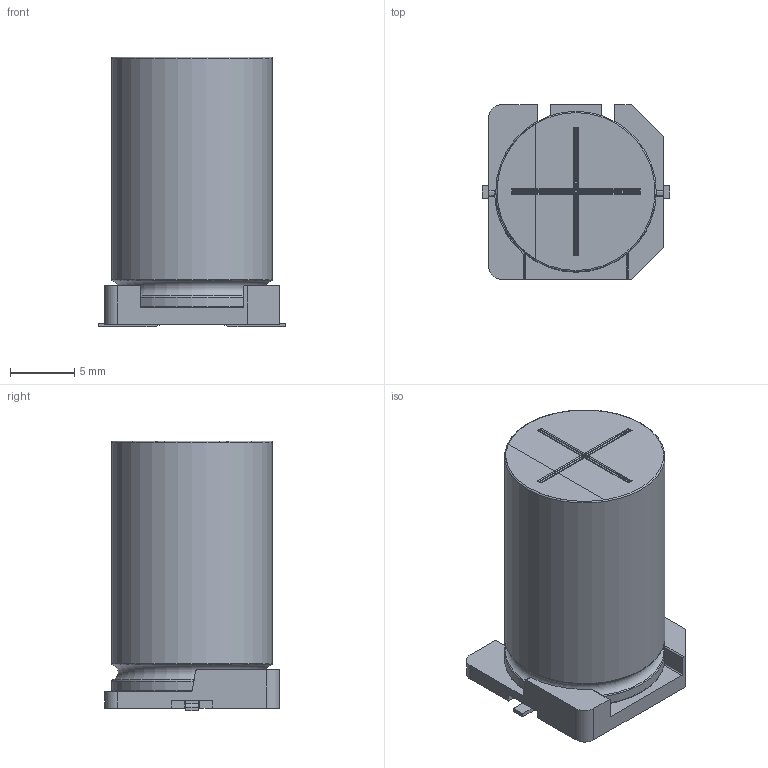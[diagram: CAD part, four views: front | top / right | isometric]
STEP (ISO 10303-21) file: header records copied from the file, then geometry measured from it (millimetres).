
FILE_DESCRIPTION(/* description */ (''),/* implementation_level */ '2;1');
FILE_NAME(/* name */ '12.5x21_Chip.stp',/* time_stamp */ '2017-09-04T19:53:06+09:00',/* author */ (''),/* organization */ (''),/* preprocessor_version */ 'ST-DEVELOPER v16',/* originating_system */ 'SIEMENS PLM Software NX 11.0',/* authorisation */ '');
FILE_SCHEMA (('AUTOMOTIVE_DESIGN { 1 0 10303 214 3 1 1 1 }'));
Length unit declared in the file: millimetre
Products named in the file (1): 12.5x21_Chip_0
Bounding box: 14.6 x 13.6 x 21 mm (x, y, z)
Volume: 2612.4 mm3; surface area: 1596.2 mm2
Topology: 5 solids, 5 shells, 146 faces, 373 edges, 238 vertices
Faces by surface type: plane 82, cylinder 51, torus 5, sphere 4, bspline 4
Full cylindrical faces by diameter (mm): 1.5 x4, 12.5 x2
Entity records: 4479 total; most frequent: CARTESIAN_POINT 913, DIRECTION 738, ORIENTED_EDGE 712, EDGE_CURVE 356, AXIS2_PLACEMENT_3D 247, LINE 244, VECTOR 244, VERTEX_POINT 236
